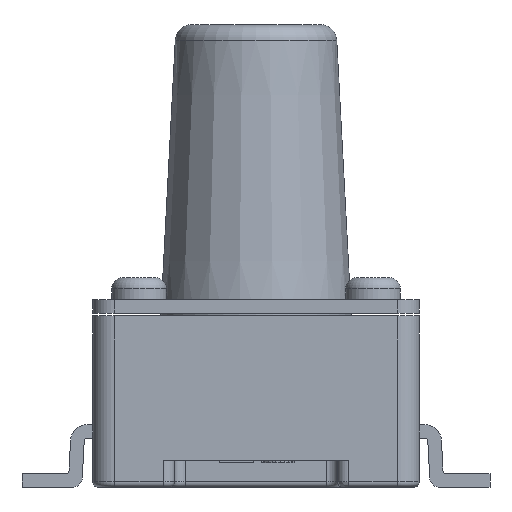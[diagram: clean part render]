
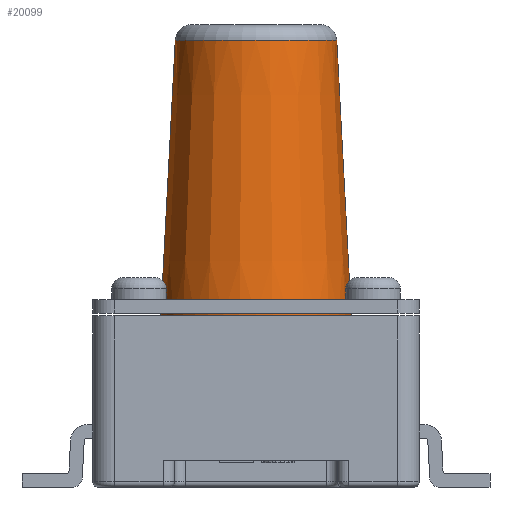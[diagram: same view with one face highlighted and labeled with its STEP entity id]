
A CAD part, front view. The second image highlights one B-rep face of the part: STEP entity #20099.
In plain terms, the highlighted conical face has half-angle 3 degrees and reference radius 1.75 mm.
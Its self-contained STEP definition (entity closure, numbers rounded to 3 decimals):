
#111 = DIRECTION ( 'NONE',  ( -1., 0., 0. ) ) ;
#1111 = VECTOR ( 'NONE', #5874, 1000. ) ;
#1339 = ORIENTED_EDGE ( 'NONE', *, *, #10813, .T. ) ;
#1375 = ORIENTED_EDGE ( 'NONE', *, *, #11395, .T. ) ;
#1875 = DIRECTION ( 'NONE',  ( -0.052, 0., -0.999 ) ) ;
#2158 = DIRECTION ( 'NONE',  ( 1., 0., 0. ) ) ;
#2420 = EDGE_LOOP ( 'NONE', ( #1339, #1375, #12885, #10692 ) ) ;
#3046 = CARTESIAN_POINT ( 'NONE',  ( -1.75, 0., 2.65 ) ) ;
#3668 = VERTEX_POINT ( 'NONE', #3046 ) ;
#5874 = DIRECTION ( 'NONE',  ( 0.052, 0., -0.999 ) ) ;
#6577 = CIRCLE ( 'NONE', #18669, 1.75 ) ;
#6626 = FACE_OUTER_BOUND ( 'NONE', #2420, .T. ) ;
#7545 = VECTOR ( 'NONE', #1875, 1000. ) ;
#7815 = LINE ( 'NONE', #15485, #1111 ) ;
#8111 = CARTESIAN_POINT ( 'NONE',  ( -1.75, 0., 2.65 ) ) ;
#9524 = CARTESIAN_POINT ( 'NONE',  ( 0., 0., 7.716 ) ) ;
#9588 = EDGE_CURVE ( 'NONE', #3668, #17288, #6577, .T. ) ;
#10567 = CARTESIAN_POINT ( 'NONE',  ( 1.485, 0., 7.716 ) ) ;
#10692 = ORIENTED_EDGE ( 'NONE', *, *, #14839, .F. ) ;
#10813 = EDGE_CURVE ( 'NONE', #16840, #19300, #16947, .T. ) ;
#11395 = EDGE_CURVE ( 'NONE', #19300, #3668, #12713, .T. ) ;
#12670 = DIRECTION ( 'NONE',  ( 0., 0., -1. ) ) ;
#12713 = LINE ( 'NONE', #8111, #7545 ) ;
#12885 = ORIENTED_EDGE ( 'NONE', *, *, #9588, .T. ) ;
#14781 = DIRECTION ( 'NONE',  ( 0., 0., 1. ) ) ;
#14839 = EDGE_CURVE ( 'NONE', #16840, #17288, #7815, .T. ) ;
#15058 = CARTESIAN_POINT ( 'NONE',  ( 0., 0., 2.65 ) ) ;
#15485 = CARTESIAN_POINT ( 'NONE',  ( 1.75, 0., 2.65 ) ) ;
#15936 = DIRECTION ( 'NONE',  ( 0., 0., -1. ) ) ;
#16134 = CARTESIAN_POINT ( 'NONE',  ( 0., 0., 2.65 ) ) ;
#16628 = AXIS2_PLACEMENT_3D ( 'NONE', #9524, #15936, #111 ) ;
#16840 = VERTEX_POINT ( 'NONE', #10567 ) ;
#16947 = CIRCLE ( 'NONE', #16628, 1.485 ) ;
#17044 = CARTESIAN_POINT ( 'NONE',  ( 1.75, 0., 2.65 ) ) ;
#17288 = VERTEX_POINT ( 'NONE', #17044 ) ;
#17820 = DIRECTION ( 'NONE',  ( 1., 0., 0. ) ) ;
#18322 = CONICAL_SURFACE ( 'NONE', #19926, 1.75, 0.052 ) ;
#18669 = AXIS2_PLACEMENT_3D ( 'NONE', #15058, #14781, #17820 ) ;
#19300 = VERTEX_POINT ( 'NONE', #19369 ) ;
#19369 = CARTESIAN_POINT ( 'NONE',  ( -1.485, 0., 7.716 ) ) ;
#19926 = AXIS2_PLACEMENT_3D ( 'NONE', #16134, #12670, #2158 ) ;
#20099 = ADVANCED_FACE ( 'NONE', ( #6626 ), #18322, .T. ) ;
